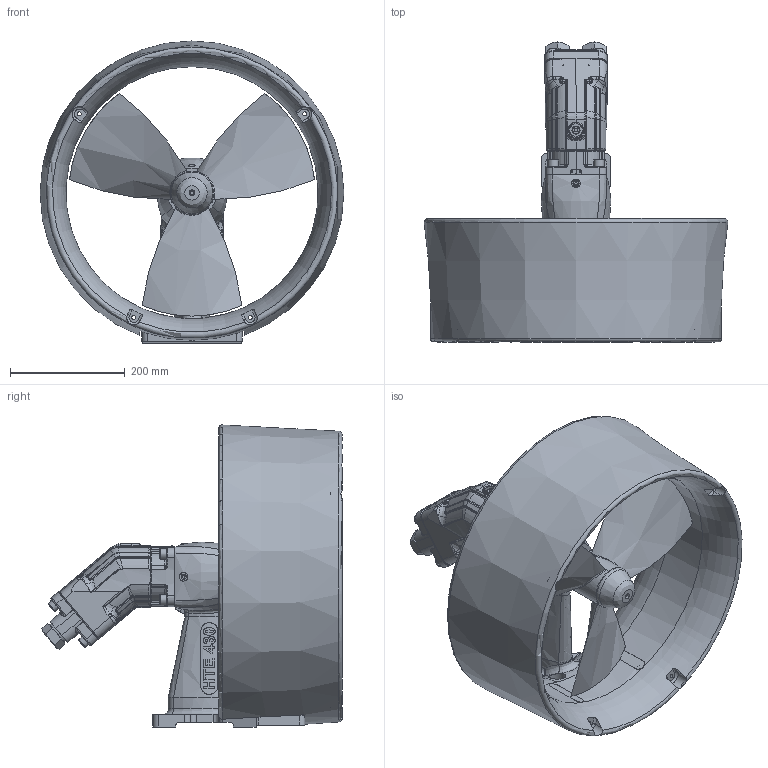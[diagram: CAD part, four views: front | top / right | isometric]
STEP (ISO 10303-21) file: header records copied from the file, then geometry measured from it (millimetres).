
FILE_DESCRIPTION(/* description */ ('ASSEMBLY THRUSTER CURVETECH 430mm, 63cc BA MOTOR'),/* implementation_level */ '2;1');
FILE_NAME(/* name */ 'HTE_430-63_SW.stp',/* time_stamp */ '2016-02-22T09:04:22+00:00',/* author */ ('lyndono'),/* organization */ (''),/* preprocessor_version */ 'ST-DEVELOPER v15.6',/* originating_system */ 'Autodesk Inventor 2015',/* authorisation */ '');
FILE_SCHEMA (('AUTOMOTIVE_DESIGN { 1 0 10303 214 3 1 1 }'));
Length unit declared in the file: millimetre
Products named in the file (1): HTE_430-63_SW
Bounding box: 529.67 x 523.68 x 526.84 mm (x, y, z)
Volume: 16794742.8 mm3; surface area: 1300073.8 mm2
Topology: 13 solids, 13 shells, 1689 faces, 4083 edges, 2490 vertices
Faces by surface type: cylinder 535, plane 534, bspline 381, cone 115, torus 107, sphere 17
Full cylindrical faces by diameter (mm): 1.2 x2, 1.3 x2, 1.9 x2, 2 x9, 2.6 x2, 3.5 x2, 4.134 x8, 4.917 x3, 5.5 x1, 6 x1, 6.647 x4, 7 x4, 8.1 x2, 8.566 x1, 9 x12, 9.7 x1, 10 x1, 10.106 x4, 10.2 x1, 11 x1, 12 x4, 13 x9, 14 x1, 14.95 x1, 15 x7, 18 x9, 20 x4, 22 x1, 24.117 x2, 25 x1
Entity records: 73640 total; most frequent: CARTESIAN_POINT 36883, ORIENTED_EDGE 7626, DIRECTION 6852, EDGE_CURVE 3813, AXIS2_PLACEMENT_3D 2746, VERTEX_POINT 2410, EDGE_LOOP 2018, FACE_OUTER_BOUND 1688
